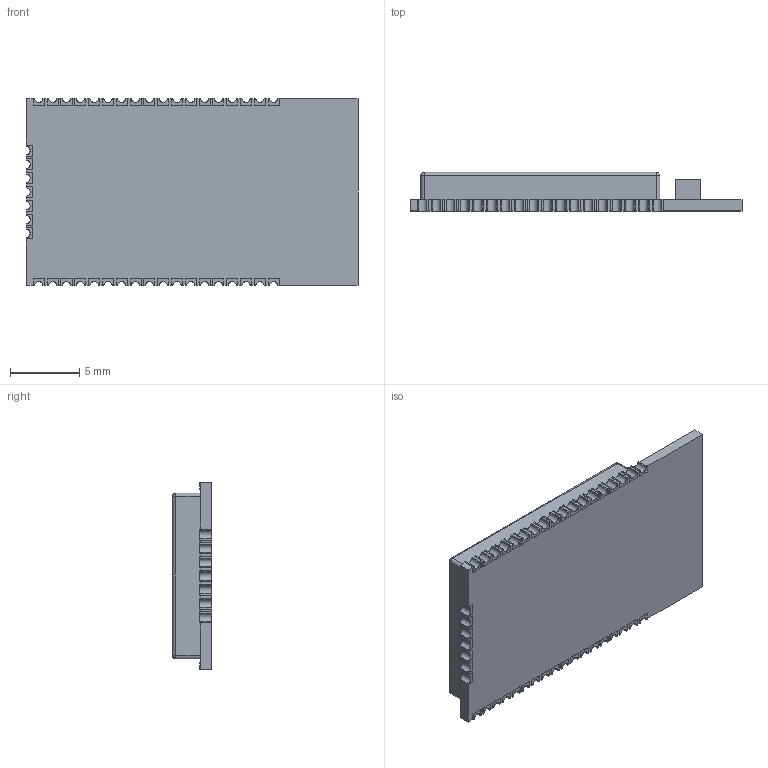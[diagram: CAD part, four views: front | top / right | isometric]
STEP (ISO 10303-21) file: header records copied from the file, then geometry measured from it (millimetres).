
FILE_DESCRIPTION (( 'STEP AP214' ), '1' );
FILE_NAME ('User Library-ZDM-A1281-A2.STEP', '2013-07-28T07:05:02', ( 'Windows User' ), ( '' ), 'SwSTEP 2.0', 'SolidWorks 2013', '' );
FILE_SCHEMA (( 'AUTOMOTIVE_DESIGN' ));
Length unit declared in the file: millimetre
Products named in the file (1): User Library-ZDM-A1281-A2
Bounding box: 24.03 x 2.83 x 13.56 mm (x, y, z)
Volume: 693.4 mm3; surface area: 865.9 mm2
Topology: 1 solids, 1 shells, 481 faces, 1420 edges, 940 vertices
Faces by surface type: plane 408, cylinder 69, sphere 4
Entity records: 17212 total; most frequent: CARTESIAN_POINT 2838, ORIENTED_EDGE 2832, DIRECTION 2518, EDGE_CURVE 1416, VECTOR 1278, LINE 1278, VERTEX_POINT 940, AXIS2_PLACEMENT_3D 620
